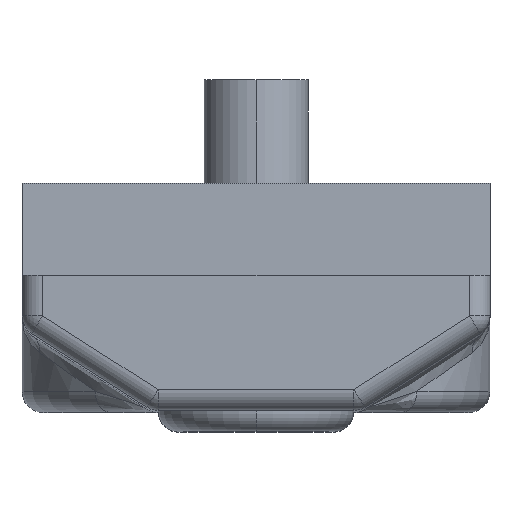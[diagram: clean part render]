
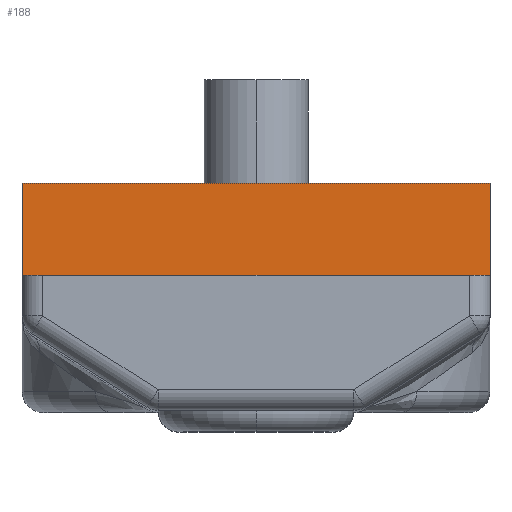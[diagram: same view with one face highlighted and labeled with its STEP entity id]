
A CAD part, top view. The second image highlights one B-rep face of the part: STEP entity #188.
In plain terms, the highlighted planar face has unit normal (0, 0, 1).
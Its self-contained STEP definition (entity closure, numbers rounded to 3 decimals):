
#30 = VECTOR ( 'NONE', #213, 1000. ) ;
#34 = VECTOR ( 'NONE', #1317, 1000. ) ;
#45 = DIRECTION ( 'NONE',  ( 0., 0., -1. ) ) ;
#69 = EDGE_CURVE ( 'NONE', #75, #312, #461, .T. ) ;
#75 = VERTEX_POINT ( 'NONE', #203 ) ;
#188 = ADVANCED_FACE ( 'NONE', ( #735 ), #531, .F. ) ;
#190 = DIRECTION ( 'NONE',  ( 1., 0., 0. ) ) ;
#203 = CARTESIAN_POINT ( 'NONE',  ( -22.5, 22., 32.5 ) ) ;
#213 = DIRECTION ( 'NONE',  ( 0., -1., 0. ) ) ;
#215 = DIRECTION ( 'NONE',  ( 0., 1., 0. ) ) ;
#279 = VECTOR ( 'NONE', #215, 1000. ) ;
#282 = ORIENTED_EDGE ( 'NONE', *, *, #69, .T. ) ;
#298 = CARTESIAN_POINT ( 'NONE',  ( -22.5, 13., 32.5 ) ) ;
#312 = VERTEX_POINT ( 'NONE', #298 ) ;
#322 = EDGE_CURVE ( 'NONE', #1140, #75, #1034, .T. ) ;
#343 = VECTOR ( 'NONE', #190, 1000. ) ;
#388 = CARTESIAN_POINT ( 'NONE',  ( 22.5, 13., 32.5 ) ) ;
#411 = CARTESIAN_POINT ( 'NONE',  ( 0., 0., 32.5 ) ) ;
#436 = CARTESIAN_POINT ( 'NONE',  ( -22.5, 22., 32.5 ) ) ;
#461 = LINE ( 'NONE', #1225, #30 ) ;
#531 = PLANE ( 'NONE',  #721 ) ;
#601 = EDGE_CURVE ( 'NONE', #312, #1175, #1320, .T. ) ;
#673 = ORIENTED_EDGE ( 'NONE', *, *, #322, .T. ) ;
#721 = AXIS2_PLACEMENT_3D ( 'NONE', #411, #45, #1311 ) ;
#735 = FACE_OUTER_BOUND ( 'NONE', #799, .T. ) ;
#799 = EDGE_LOOP ( 'NONE', ( #282, #866, #1340, #673 ) ) ;
#866 = ORIENTED_EDGE ( 'NONE', *, *, #601, .T. ) ;
#1026 = CARTESIAN_POINT ( 'NONE',  ( -22.5, 13., 32.5 ) ) ;
#1034 = LINE ( 'NONE', #436, #34 ) ;
#1140 = VERTEX_POINT ( 'NONE', #1488 ) ;
#1175 = VERTEX_POINT ( 'NONE', #388 ) ;
#1225 = CARTESIAN_POINT ( 'NONE',  ( -22.5, 13., 32.5 ) ) ;
#1229 = CARTESIAN_POINT ( 'NONE',  ( 22.5, 13., 32.5 ) ) ;
#1311 = DIRECTION ( 'NONE',  ( -1., 0., 0. ) ) ;
#1317 = DIRECTION ( 'NONE',  ( -1., 0., 0. ) ) ;
#1320 = LINE ( 'NONE', #1026, #343 ) ;
#1340 = ORIENTED_EDGE ( 'NONE', *, *, #1449, .T. ) ;
#1449 = EDGE_CURVE ( 'NONE', #1175, #1140, #1592, .T. ) ;
#1488 = CARTESIAN_POINT ( 'NONE',  ( 22.5, 22., 32.5 ) ) ;
#1592 = LINE ( 'NONE', #1229, #279 ) ;
